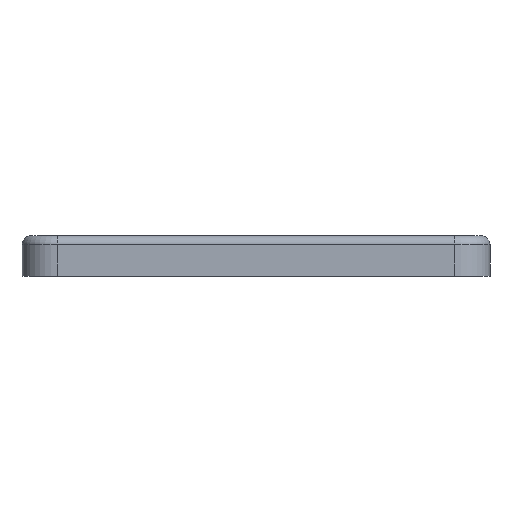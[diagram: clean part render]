
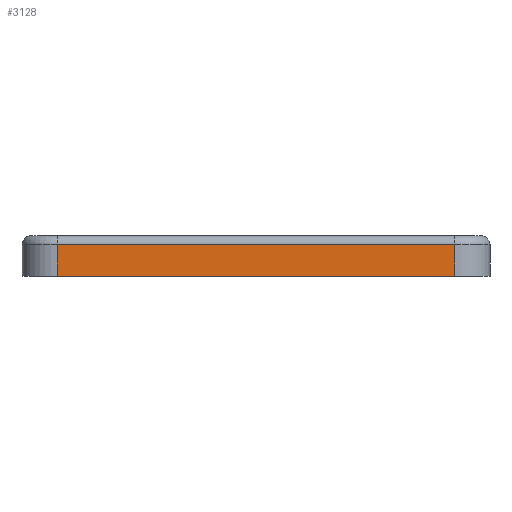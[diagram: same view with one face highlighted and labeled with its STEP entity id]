
A CAD part, left-side view. The second image highlights one B-rep face of the part: STEP entity #3128.
In plain terms, the highlighted planar face has unit normal (-1, 0, 0).
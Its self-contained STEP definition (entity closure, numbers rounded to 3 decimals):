
#658 = EDGE_CURVE ( 'NONE', #6766, #6777, #5499, .T. ) ;
#792 = EDGE_CURVE ( 'NONE', #6791, #6766, #5486, .T. ) ;
#793 = EDGE_CURVE ( 'NONE', #6778, #6791, #5489, .T. ) ;
#803 = EDGE_CURVE ( 'NONE', #6777, #6778, #5549, .T. ) ;
#981 = AXIS2_PLACEMENT_3D ( 'NONE', #4393, #4394, #4395 ) ;
#1514 = CARTESIAN_POINT ( 'NONE',  ( -26., -11.25, -1.15 ) ) ;
#1527 = CARTESIAN_POINT ( 'NONE',  ( -26., -11.25, 0.65 ) ) ;
#1563 = CARTESIAN_POINT ( 'NONE',  ( -26., 11.25, 0.65 ) ) ;
#1569 = CARTESIAN_POINT ( 'NONE',  ( -26., 11.25, -1.15 ) ) ;
#1943 = CARTESIAN_POINT ( 'NONE',  ( -26., 13.25, -1.15 ) ) ;
#1956 = CARTESIAN_POINT ( 'NONE',  ( -26., 11.25, 1.15 ) ) ;
#1958 = DIRECTION ( 'NONE',  ( 0., -1., 0. ) ) ;
#1959 = CARTESIAN_POINT ( 'NONE',  ( -26., 11.25, 0.65 ) ) ;
#1962 = DIRECTION ( 'NONE',  ( 0., 1., 0. ) ) ;
#1976 = DIRECTION ( 'NONE',  ( 0., 0., -1. ) ) ;
#1996 = CARTESIAN_POINT ( 'NONE',  ( -26., -11.25, 1.15 ) ) ;
#1997 = DIRECTION ( 'NONE',  ( 0., 0., 1. ) ) ;
#3128 = ADVANCED_FACE ( 'NONE', ( #5790 ), #4402, .F. ) ;
#3498 = ORIENTED_EDGE ( 'NONE', *, *, #793, .T. ) ;
#3516 = ORIENTED_EDGE ( 'NONE', *, *, #803, .T. ) ;
#3521 = ORIENTED_EDGE ( 'NONE', *, *, #792, .T. ) ;
#3544 = ORIENTED_EDGE ( 'NONE', *, *, #658, .T. ) ;
#3576 = EDGE_LOOP ( 'NONE', ( #3516, #3498, #3521, #3544 ) ) ;
#4393 = CARTESIAN_POINT ( 'NONE',  ( -26., 13.25, 1.15 ) ) ;
#4394 = DIRECTION ( 'NONE',  ( 1., 0., 0. ) ) ;
#4395 = DIRECTION ( 'NONE',  ( 0., 0., -1. ) ) ;
#4402 = PLANE ( 'NONE',  #981 ) ;
#5480 = VECTOR ( 'NONE', #1958, 1000. ) ;
#5486 = LINE ( 'NONE', #1956, #5488 ) ;
#5488 = VECTOR ( 'NONE', #1976, 1000. ) ;
#5489 = LINE ( 'NONE', #1959, #5494 ) ;
#5494 = VECTOR ( 'NONE', #1962, 1000. ) ;
#5499 = LINE ( 'NONE', #1943, #5480 ) ;
#5545 = VECTOR ( 'NONE', #1997, 1000. ) ;
#5549 = LINE ( 'NONE', #1996, #5545 ) ;
#5790 = FACE_OUTER_BOUND ( 'NONE', #3576, .T. ) ;
#6766 = VERTEX_POINT ( 'NONE', #1569 ) ;
#6777 = VERTEX_POINT ( 'NONE', #1514 ) ;
#6778 = VERTEX_POINT ( 'NONE', #1527 ) ;
#6791 = VERTEX_POINT ( 'NONE', #1563 ) ;
